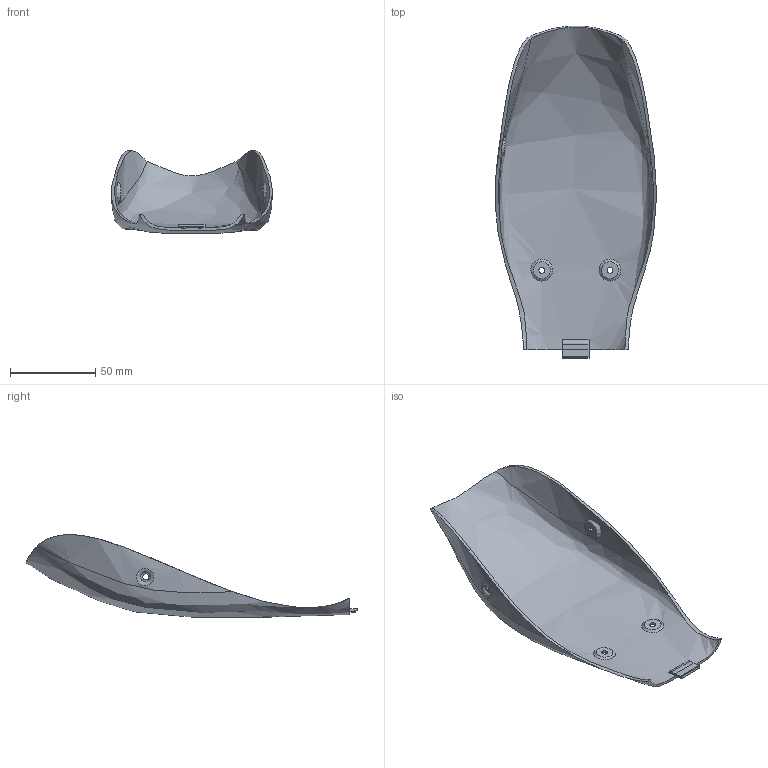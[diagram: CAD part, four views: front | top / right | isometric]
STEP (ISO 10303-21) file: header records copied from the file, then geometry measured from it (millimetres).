
FILE_DESCRIPTION(/* description */ (''),/* implementation_level */ '2;1');
FILE_NAME(/* name */ 'Bash Plate .5mm.stp',/* time_stamp */ '2016-11-18T08:31:06-08:00',/* author */ (''),/* organization */ (''),/* preprocessor_version */ 'ST-DEVELOPER v15.2',/* originating_system */ 'Autodesk Translator Framework v2.0.0.5431',/* authorisation */ '');
FILE_SCHEMA (('AUTOMOTIVE_DESIGN { 1 0 10303 214 3 1 1 }'));
Length unit declared in the file: centimetre
Products named in the file (1): (Unsaved)
Bounding box: 94.63 x 194.74 x 48.52 mm (x, y, z)
Volume: 35177.9 mm3; surface area: 41751.4 mm2
Topology: 1 solids, 1 shells, 46 faces, 109 edges, 75 vertices
Faces by surface type: bspline 21, plane 15, cylinder 6, torus 2, cone 2
Full cylindrical faces by diameter (mm): 3.5 x4
Entity records: 5534 total; most frequent: CARTESIAN_POINT 4629, ORIENTED_EDGE 196, DIRECTION 120, EDGE_CURVE 98, EDGE_LOOP 72, VERTEX_POINT 72, B_SPLINE_CURVE_WITH_KNOTS 55, AXIS2_PLACEMENT_3D 53
